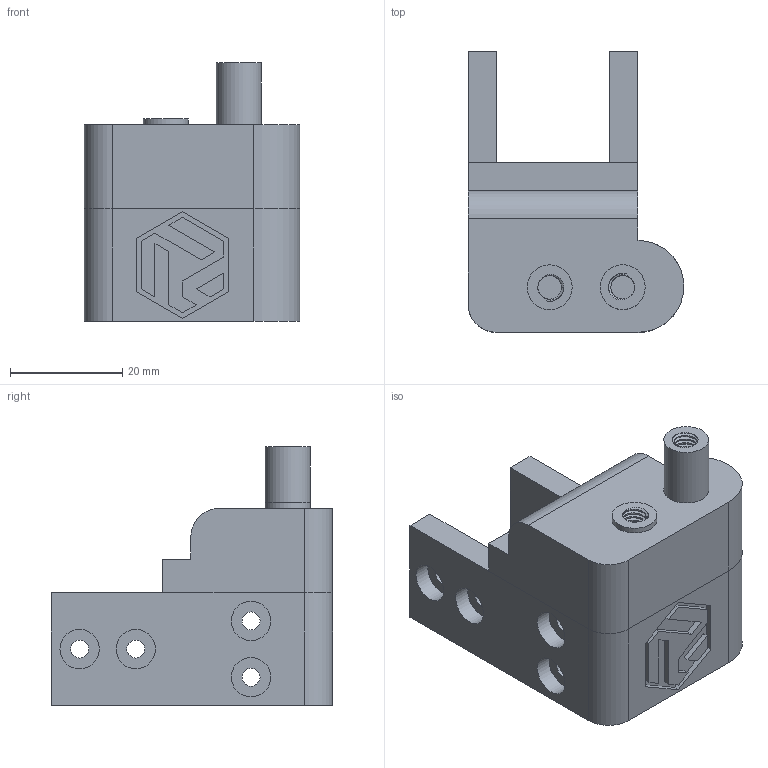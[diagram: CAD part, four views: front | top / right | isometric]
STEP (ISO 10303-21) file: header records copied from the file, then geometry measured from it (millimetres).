
FILE_DESCRIPTION(('FreeCAD Model'),'2;1');
FILE_NAME('Open CASCADE Shape Model','2023-10-23T04:31:36',(''),(''), 'Open CASCADE STEP processor 7.6','FreeCAD','Unknown');
FILE_SCHEMA(('AUTOMOTIVE_DESIGN { 1 0 10303 214 1 1 1 1 }'));
Length unit declared in the file: millimetre
Products named in the file (1): idlerv3_right
Bounding box: 38.37 x 50 x 46 mm (x, y, z)
Volume: 28042 mm3; surface area: 11774.1 mm2
Topology: 1 solids, 1 shells, 251 faces, 543 edges, 308 vertices
Faces by surface type: bspline 119, plane 68, cylinder 64
Full cylindrical faces by diameter (mm): 3.2 x8, 4.224 x37, 7 x8, 8 x2
Entity records: 39076 total; most frequent: CARTESIAN_POINT 28991, DIRECTION 1460, ORIENTED_EDGE 1086, PCURVE 1086, DEFINITIONAL_REPRESENTATION 1086, LINE 1059, VECTOR 1059, EDGE_CURVE 543
